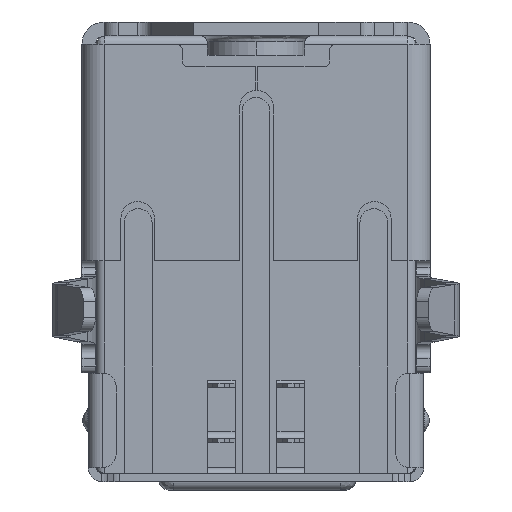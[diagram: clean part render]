
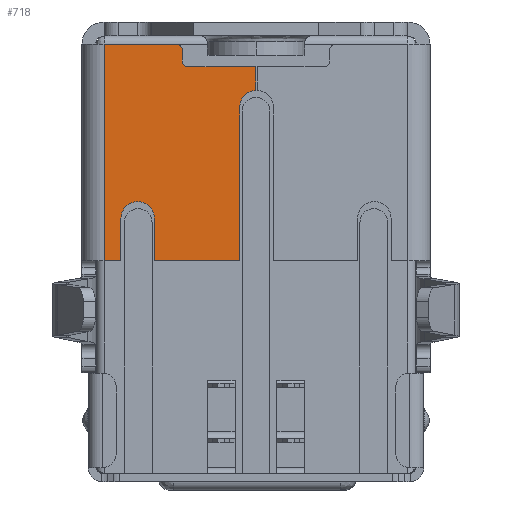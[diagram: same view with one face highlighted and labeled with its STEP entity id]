
A CAD part, front view. The second image highlights one B-rep face of the part: STEP entity #718.
In plain terms, the highlighted face is planar.
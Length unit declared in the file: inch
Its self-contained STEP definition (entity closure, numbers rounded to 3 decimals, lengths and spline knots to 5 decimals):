
#718 = ADVANCED_FACE ( 'NONE', ( #13580 ), #24697, .T. ) ;
#2596 = AXIS2_PLACEMENT_3D ( 'NONE', #24700, #24695, #24694 ) ;
#3012 = AXIS2_PLACEMENT_3D ( 'NONE', #4305, #4306, #4307 ) ;
#3013 = AXIS2_PLACEMENT_3D ( 'NONE', #4314, #4315, #4316 ) ;
#3014 = AXIS2_PLACEMENT_3D ( 'NONE', #4321, #4322, #4323 ) ;
#3015 = AXIS2_PLACEMENT_3D ( 'NONE', #4326, #4327, #4328 ) ;
#4278 = CARTESIAN_POINT ( 'NONE',  ( -0.23236, 11.63421, 0.04971 ) ) ;
#4293 = CARTESIAN_POINT ( 'NONE',  ( -0.23391, 11.48126, 0.04971 ) ) ;
#4295 = DIRECTION ( 'NONE',  ( 0., -1., 0. ) ) ;
#4296 = DIRECTION ( 'NONE',  ( -1., 0., 0. ) ) ;
#4297 = CARTESIAN_POINT ( 'NONE',  ( -0.16305, 11.35823, 0.04971 ) ) ;
#4298 = DIRECTION ( 'NONE',  ( 0., -1., 0. ) ) ;
#4299 = CARTESIAN_POINT ( 'NONE',  ( -0.2221, 11.32831, 0.04971 ) ) ;
#4300 = DIRECTION ( 'NONE',  ( 1., 0., 0. ) ) ;
#4301 = CARTESIAN_POINT ( 'NONE',  ( -0.21029, 11.35823, 0.04971 ) ) ;
#4302 = DIRECTION ( 'NONE',  ( 0., 1., 0. ) ) ;
#4303 = CARTESIAN_POINT ( 'NONE',  ( -0.01974, 11.58597, 0.04971 ) ) ;
#4304 = DIRECTION ( 'NONE',  ( 0., 1., 0. ) ) ;
#4305 = CARTESIAN_POINT ( 'NONE',  ( -0.18667, 11.38815, 0.04971 ) ) ;
#4306 = DIRECTION ( 'NONE',  ( 0., 0., -1. ) ) ;
#4307 = DIRECTION ( 'NONE',  ( -1., 0., 0. ) ) ;
#4308 = CARTESIAN_POINT ( 'NONE',  ( -0.10261, 11.32831, 0.04971 ) ) ;
#4309 = DIRECTION ( 'NONE',  ( 1., 0., 0. ) ) ;
#4310 = CARTESIAN_POINT ( 'NONE',  ( -0.04218, 11.43697, 0.04971 ) ) ;
#4311 = DIRECTION ( 'NONE',  ( 0., 1., 0. ) ) ;
#4312 = CARTESIAN_POINT ( 'NONE',  ( -0.12368, 11.61846, 0.04971 ) ) ;
#4313 = DIRECTION ( 'NONE',  ( 0., 1., 0. ) ) ;
#4314 = CARTESIAN_POINT ( 'NONE',  ( -0.01856, 11.54563, 0.04971 ) ) ;
#4315 = DIRECTION ( 'NONE',  ( 0., 0., -1. ) ) ;
#4316 = DIRECTION ( 'NONE',  ( -1., 0., 0. ) ) ;
#4317 = CARTESIAN_POINT ( 'NONE',  ( -0.06777, 11.60271, 0.04971 ) ) ;
#4318 = DIRECTION ( 'NONE',  ( -1., 0., 0. ) ) ;
#4321 = CARTESIAN_POINT ( 'NONE',  ( -0.1158, 11.61059, 0.04971 ) ) ;
#4322 = DIRECTION ( 'NONE',  ( 0., 0., -1. ) ) ;
#4323 = DIRECTION ( 'NONE',  ( 1., 0., 0. ) ) ;
#4326 = CARTESIAN_POINT ( 'NONE',  ( -0.13155, 11.62634, 0.04971 ) ) ;
#4327 = DIRECTION ( 'NONE',  ( 0., 0., 1. ) ) ;
#4328 = DIRECTION ( 'NONE',  ( -1., 0., 0. ) ) ;
#5291 = ORIENTED_EDGE ( 'NONE', *, *, #14004, .T. ) ;
#5323 = ORIENTED_EDGE ( 'NONE', *, *, #14006, .T. ) ;
#5372 = ORIENTED_EDGE ( 'NONE', *, *, #14002, .T. ) ;
#5399 = ORIENTED_EDGE ( 'NONE', *, *, #14008, .T. ) ;
#5410 = ORIENTED_EDGE ( 'NONE', *, *, #13998, .T. ) ;
#5421 = ORIENTED_EDGE ( 'NONE', *, *, #14005, .T. ) ;
#5423 = ORIENTED_EDGE ( 'NONE', *, *, #14011, .T. ) ;
#5443 = ORIENTED_EDGE ( 'NONE', *, *, #14000, .T. ) ;
#5476 = ORIENTED_EDGE ( 'NONE', *, *, #14009, .T. ) ;
#5483 = ORIENTED_EDGE ( 'NONE', *, *, #14010, .T. ) ;
#5506 = ORIENTED_EDGE ( 'NONE', *, *, #13999, .T. ) ;
#5507 = ORIENTED_EDGE ( 'NONE', *, *, #14007, .T. ) ;
#5513 = ORIENTED_EDGE ( 'NONE', *, *, #14001, .T. ) ;
#5516 = ORIENTED_EDGE ( 'NONE', *, *, #14003, .T. ) ;
#7763 = EDGE_LOOP ( 'NONE', ( #5410, #5506, #5443, #5513, #5372, #5516, #5291, #5421, #5323, #5507, #5399, #5476, #5483, #5423 ) ) ;
#13580 = FACE_OUTER_BOUND ( 'NONE', #7763, .T. ) ;
#13998 = EDGE_CURVE ( 'NONE', #20073, #20068, #17126, .T. ) ;
#13999 = EDGE_CURVE ( 'NONE', #20068, #20079, #17128, .T. ) ;
#14000 = EDGE_CURVE ( 'NONE', #20079, #20078, #17132, .T. ) ;
#14001 = EDGE_CURVE ( 'NONE', #20078, #20080, #17134, .T. ) ;
#14002 = EDGE_CURVE ( 'NONE', #20080, #20081, #17136, .T. ) ;
#14003 = EDGE_CURVE ( 'NONE', #20081, #20082, #17138, .T. ) ;
#14004 = EDGE_CURVE ( 'NONE', #20082, #20083, #17139, .T. ) ;
#14005 = EDGE_CURVE ( 'NONE', #20083, #20084, #17141, .T. ) ;
#14006 = EDGE_CURVE ( 'NONE', #20084, #20085, #17143, .T. ) ;
#14007 = EDGE_CURVE ( 'NONE', #20085, #20086, #17145, .T. ) ;
#14008 = EDGE_CURVE ( 'NONE', #20086, #20087, #17146, .T. ) ;
#14009 = EDGE_CURVE ( 'NONE', #20087, #20089, #17148, .T. ) ;
#14010 = EDGE_CURVE ( 'NONE', #20089, #20088, #17150, .T. ) ;
#14011 = EDGE_CURVE ( 'NONE', #20088, #20073, #17151, .T. ) ;
#17126 = LINE ( 'NONE', #4278, #17131 ) ;
#17128 = LINE ( 'NONE', #4293, #17133 ) ;
#17131 = VECTOR ( 'NONE', #4296, 39.37008 ) ;
#17132 = LINE ( 'NONE', #4299, #17135 ) ;
#17133 = VECTOR ( 'NONE', #4298, 39.37008 ) ;
#17134 = LINE ( 'NONE', #4301, #17137 ) ;
#17135 = VECTOR ( 'NONE', #4300, 39.37008 ) ;
#17136 = CIRCLE ( 'NONE', #3012, 0.02362 ) ;
#17137 = VECTOR ( 'NONE', #4302, 39.37008 ) ;
#17138 = LINE ( 'NONE', #4297, #17140 ) ;
#17139 = LINE ( 'NONE', #4308, #17142 ) ;
#17140 = VECTOR ( 'NONE', #4295, 39.37008 ) ;
#17141 = LINE ( 'NONE', #4310, #17144 ) ;
#17142 = VECTOR ( 'NONE', #4309, 39.37008 ) ;
#17143 = CIRCLE ( 'NONE', #3013, 0.02362 ) ;
#17144 = VECTOR ( 'NONE', #4311, 39.37008 ) ;
#17145 = LINE ( 'NONE', #4303, #17147 ) ;
#17146 = LINE ( 'NONE', #4317, #17149 ) ;
#17147 = VECTOR ( 'NONE', #4304, 39.37008 ) ;
#17148 = CIRCLE ( 'NONE', #3014, 0.00787 ) ;
#17149 = VECTOR ( 'NONE', #4318, 39.37008 ) ;
#17150 = LINE ( 'NONE', #4312, #17152 ) ;
#17151 = CIRCLE ( 'NONE', #3015, 0.00787 ) ;
#17152 = VECTOR ( 'NONE', #4313, 39.37008 ) ;
#20068 = VERTEX_POINT ( 'NONE', #23756 ) ;
#20073 = VERTEX_POINT ( 'NONE', #23761 ) ;
#20078 = VERTEX_POINT ( 'NONE', #23766 ) ;
#20079 = VERTEX_POINT ( 'NONE', #23767 ) ;
#20080 = VERTEX_POINT ( 'NONE', #23768 ) ;
#20081 = VERTEX_POINT ( 'NONE', #23769 ) ;
#20082 = VERTEX_POINT ( 'NONE', #23770 ) ;
#20083 = VERTEX_POINT ( 'NONE', #23771 ) ;
#20084 = VERTEX_POINT ( 'NONE', #23772 ) ;
#20085 = VERTEX_POINT ( 'NONE', #23773 ) ;
#20086 = VERTEX_POINT ( 'NONE', #23774 ) ;
#20087 = VERTEX_POINT ( 'NONE', #23775 ) ;
#20088 = VERTEX_POINT ( 'NONE', #23776 ) ;
#20089 = VERTEX_POINT ( 'NONE', #23777 ) ;
#23756 = CARTESIAN_POINT ( 'NONE',  ( -0.23391, 11.63421, 0.04971 ) ) ;
#23761 = CARTESIAN_POINT ( 'NONE',  ( -0.13155, 11.63421, 0.04971 ) ) ;
#23766 = CARTESIAN_POINT ( 'NONE',  ( -0.21029, 11.32831, 0.04971 ) ) ;
#23767 = CARTESIAN_POINT ( 'NONE',  ( -0.23391, 11.32831, 0.04971 ) ) ;
#23768 = CARTESIAN_POINT ( 'NONE',  ( -0.21029, 11.38815, 0.04971 ) ) ;
#23769 = CARTESIAN_POINT ( 'NONE',  ( -0.16305, 11.38815, 0.04971 ) ) ;
#23770 = CARTESIAN_POINT ( 'NONE',  ( -0.16305, 11.32831, 0.04971 ) ) ;
#23771 = CARTESIAN_POINT ( 'NONE',  ( -0.04218, 11.32831, 0.04971 ) ) ;
#23772 = CARTESIAN_POINT ( 'NONE',  ( -0.04218, 11.54563, 0.04971 ) ) ;
#23773 = CARTESIAN_POINT ( 'NONE',  ( -0.01974, 11.56922, 0.04971 ) ) ;
#23774 = CARTESIAN_POINT ( 'NONE',  ( -0.01974, 11.60271, 0.04971 ) ) ;
#23775 = CARTESIAN_POINT ( 'NONE',  ( -0.1158, 11.60271, 0.04971 ) ) ;
#23776 = CARTESIAN_POINT ( 'NONE',  ( -0.12368, 11.62634, 0.04971 ) ) ;
#23777 = CARTESIAN_POINT ( 'NONE',  ( -0.12368, 11.61059, 0.04971 ) ) ;
#24694 = DIRECTION ( 'NONE',  ( 0., -1., 0. ) ) ;
#24695 = DIRECTION ( 'NONE',  ( 0., 0., 1. ) ) ;
#24697 = PLANE ( 'NONE',  #2596 ) ;
#24700 = CARTESIAN_POINT ( 'NONE',  ( -0.2382, 11.64033, 0.04971 ) ) ;
